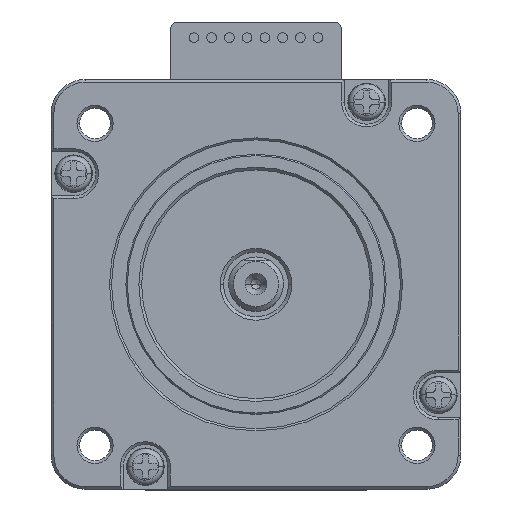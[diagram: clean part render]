
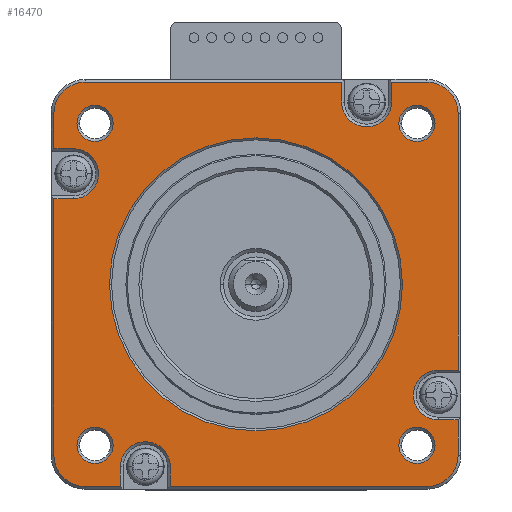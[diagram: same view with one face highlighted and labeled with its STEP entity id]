
A CAD part, top view. The second image highlights one B-rep face of the part: STEP entity #16470.
In plain terms, the highlighted planar face has unit normal (0, 0, 1).
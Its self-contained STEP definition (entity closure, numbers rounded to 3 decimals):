
#10560=CARTESIAN_POINT('',(26.7,-19.85,0.));
#10570=VERTEX_POINT('',#10560);
#10600=CARTESIAN_POINT('',(26.7,-16.2,0.));
#10610=DIRECTION('',(-0.,-0.,-1.));
#10620=DIRECTION('',(1.,0.,0.));
#10630=AXIS2_PLACEMENT_3D('',#10600,#10610,#10620);
#10640=CIRCLE('',#10630,3.65);
#10650=CARTESIAN_POINT('',(26.7,-12.55,0.));
#10660=VERTEX_POINT('',#10650);
#10670=EDGE_CURVE('',#10570,#10660,#10640,.T.);
#10880=CARTESIAN_POINT('',(29.6,-19.85,0.));
#10890=VERTEX_POINT('',#10880);
#10920=CARTESIAN_POINT('',(0.,-19.85,0.));
#10930=DIRECTION('',(1.,0.,-0.));
#10940=VECTOR('',#10930,1.);
#10950=LINE('',#10920,#10940);
#10960=EDGE_CURVE('',#10570,#10890,#10950,.T.);
#12840=CARTESIAN_POINT('',(29.6,-12.55,0.));
#12850=VERTEX_POINT('',#12840);
#12880=CARTESIAN_POINT('',(29.6,0.,0.));
#12890=DIRECTION('',(0.,1.,-0.));
#12900=VECTOR('',#12890,1.);
#12910=LINE('',#12880,#12900);
#12920=CARTESIAN_POINT('',(29.6,25.,
0.));
#12930=VERTEX_POINT('',#12920);
#12940=EDGE_CURVE('',#12850,#12930,#12910,.T.);
#13150=CARTESIAN_POINT('',(29.6,-25.,0.));
#13160=VERTEX_POINT('',#13150);
#13190=CARTESIAN_POINT('',(29.6,0.,0.));
#13200=DIRECTION('',(0.,1.,-0.));
#13210=VECTOR('',#13200,1.);
#13220=LINE('',#13190,#13210);
#13230=EDGE_CURVE('',#13160,#10890,#13220,.T.);
#13930=CARTESIAN_POINT('',(0.,-12.55,0.));
#13940=DIRECTION('',(-1.,0.,0.));
#13950=VECTOR('',#13940,1.);
#13960=LINE('',#13930,#13950);
#13970=EDGE_CURVE('',#12850,#10660,#13960,.T.);
#14030=CARTESIAN_POINT('',(-29.6,-29.6,0.));
#14040=DIRECTION('',(0.,0.,1.));
#14050=DIRECTION('',(1.,0.,-0.));
#14060=AXIS2_PLACEMENT_3D('',#14030,#14040,#14050);
#14070=PLANE('',#14060);
#14080=CARTESIAN_POINT('',(12.55,0.,0.));
#14090=DIRECTION('',(0.,-1.,-0.));
#14100=VECTOR('',#14090,1.);
#14110=LINE('',#14080,#14100);
#14120=CARTESIAN_POINT('',(12.55,29.6,0.));
#14130=VERTEX_POINT('',#14120);
#14140=CARTESIAN_POINT('',(12.55,26.7,0.));
#14150=VERTEX_POINT('',#14140);
#14160=EDGE_CURVE('',#14130,#14150,#14110,.T.);
#14170=ORIENTED_EDGE('',*,*,#14160,.F.);
#14180=CARTESIAN_POINT('',(16.2,26.7,0.));
#14190=DIRECTION('',(-0.,-0.,-1.));
#14200=DIRECTION('',(1.,0.,0.));
#14210=AXIS2_PLACEMENT_3D('',#14180,#14190,#14200);
#14220=CIRCLE('',#14210,3.65);
#14230=CARTESIAN_POINT('',(19.85,26.7,0.));
#14240=VERTEX_POINT('',#14230);
#14250=EDGE_CURVE('',#14240,#14150,#14220,.T.);
#14260=ORIENTED_EDGE('',*,*,#14250,.T.);
#14270=CARTESIAN_POINT('',(19.85,0.,-0.));
#14280=DIRECTION('',(0.,1.,-0.));
#14290=VECTOR('',#14280,1.);
#14300=LINE('',#14270,#14290);
#14310=CARTESIAN_POINT('',(19.85,29.6,0.));
#14320=VERTEX_POINT('',#14310);
#14330=EDGE_CURVE('',#14240,#14320,#14300,.T.);
#14340=ORIENTED_EDGE('',*,*,#14330,.F.);
#14350=CARTESIAN_POINT('',(0.,29.6,0.));
#14360=DIRECTION('',(-1.,-0.,-0.));
#14370=VECTOR('',#14360,1.);
#14380=LINE('',#14350,#14370);
#14390=CARTESIAN_POINT('',(25.,29.6,0.));
#14400=VERTEX_POINT('',#14390);
#14410=EDGE_CURVE('',#14400,#14320,#14380,.T.);
#14420=ORIENTED_EDGE('',*,*,#14410,.T.);
#14430=CARTESIAN_POINT('',(25.,25.,0.));
#14440=DIRECTION('',(-0.,-0.,1.));
#14450=DIRECTION('',(-1.,0.,-0.));
#14460=AXIS2_PLACEMENT_3D('',#14430,#14440,#14450);
#14470=CIRCLE('',#14460,4.6);
#14480=EDGE_CURVE('',#12930,#14400,#14470,.T.);
#14490=ORIENTED_EDGE('',*,*,#14480,.T.);
#14500=ORIENTED_EDGE('',*,*,#12940,.T.);
#14510=ORIENTED_EDGE('',*,*,#13970,.F.);
#14520=ORIENTED_EDGE('',*,*,#10670,.T.);
#14530=ORIENTED_EDGE('',*,*,#10960,.F.);
#14540=ORIENTED_EDGE('',*,*,#13230,.T.);
#14550=CARTESIAN_POINT('',(25.,-25.,0.));
#14560=DIRECTION('',(-0.,-0.,1.));
#14570=DIRECTION('',(-1.,0.,-0.));
#14580=AXIS2_PLACEMENT_3D('',#14550,#14560,#14570);
#14590=CIRCLE('',#14580,4.6);
#14600=CARTESIAN_POINT('',(25.,-29.6,0.));
#14610=VERTEX_POINT('',#14600);
#14620=EDGE_CURVE('',#14610,#13160,#14590,.T.);
#14630=ORIENTED_EDGE('',*,*,#14620,.T.);
#14640=CARTESIAN_POINT('',(0.,-29.6,0.));
#14650=DIRECTION('',(1.,-0.,-0.));
#14660=VECTOR('',#14650,1.);
#14670=LINE('',#14640,#14660);
#14680=CARTESIAN_POINT('',(-12.55,-29.6,0.));
#14690=VERTEX_POINT('',#14680);
#14700=EDGE_CURVE('',#14690,#14610,#14670,.T.);
#14710=ORIENTED_EDGE('',*,*,#14700,.T.);
#14720=CARTESIAN_POINT('',(-12.55,0.,0.));
#14730=DIRECTION('',(0.,1.,-0.));
#14740=VECTOR('',#14730,1.);
#14750=LINE('',#14720,#14740);
#14760=CARTESIAN_POINT('',(-12.55,-26.7,
0.));
#14770=VERTEX_POINT('',#14760);
#14780=EDGE_CURVE('',#14690,#14770,#14750,.T.);
#14790=ORIENTED_EDGE('',*,*,#14780,.F.);
#14800=CARTESIAN_POINT('',(-16.2,-26.7,0.));
#14810=DIRECTION('',(-0.,-0.,-1.));
#14820=DIRECTION('',(1.,0.,0.));
#14830=AXIS2_PLACEMENT_3D('',#14800,#14810,#14820);
#14840=CIRCLE('',#14830,3.65);
#14850=CARTESIAN_POINT('',(-19.85,-26.7,0.));
#14860=VERTEX_POINT('',#14850);
#14870=EDGE_CURVE('',#14860,#14770,#14840,.T.);
#14880=ORIENTED_EDGE('',*,*,#14870,.T.);
#14890=CARTESIAN_POINT('',(-19.85,0.,0.));
#14900=DIRECTION('',(0.,-1.,-0.));
#14910=VECTOR('',#14900,1.);
#14920=LINE('',#14890,#14910);
#14930=CARTESIAN_POINT('',(-19.85,-29.6,0.));
#14940=VERTEX_POINT('',#14930);
#14950=EDGE_CURVE('',#14860,#14940,#14920,.T.);
#14960=ORIENTED_EDGE('',*,*,#14950,.F.);
#14970=CARTESIAN_POINT('',(0.,-29.6,0.));
#14980=DIRECTION('',(1.,-0.,-0.));
#14990=VECTOR('',#14980,1.);
#15000=LINE('',#14970,#14990);
#15010=CARTESIAN_POINT('',(-25.,-29.6,0.));
#15020=VERTEX_POINT('',#15010);
#15030=EDGE_CURVE('',#15020,#14940,#15000,.T.);
#15040=ORIENTED_EDGE('',*,*,#15030,.T.);
#15050=CARTESIAN_POINT('',(-25.,-25.,0.));
#15060=DIRECTION('',(-0.,-0.,1.));
#15070=DIRECTION('',(-1.,0.,-0.));
#15080=AXIS2_PLACEMENT_3D('',#15050,#15060,#15070);
#15090=CIRCLE('',#15080,4.6);
#15100=CARTESIAN_POINT('',(-29.6,-25.,0.));
#15110=VERTEX_POINT('',#15100);
#15120=EDGE_CURVE('',#15110,#15020,#15090,.T.);
#15130=ORIENTED_EDGE('',*,*,#15120,.T.);
#15140=CARTESIAN_POINT('',(-29.6,0.,0.));
#15150=DIRECTION('',(0.,-1.,-0.));
#15160=VECTOR('',#15150,1.);
#15170=LINE('',#15140,#15160);
#15180=CARTESIAN_POINT('',(-29.6,12.55,0.));
#15190=VERTEX_POINT('',#15180);
#15200=EDGE_CURVE('',#15190,#15110,#15170,.T.);
#15210=ORIENTED_EDGE('',*,*,#15200,.T.);
#15220=CARTESIAN_POINT('',(0.,12.55,-0.));
#15230=DIRECTION('',(1.,-0.,-0.));
#15240=VECTOR('',#15230,1.);
#15250=LINE('',#15220,#15240);
#15260=CARTESIAN_POINT('',(-26.7,12.55,0.))
;
#15270=VERTEX_POINT('',#15260);
#15280=EDGE_CURVE('',#15190,#15270,#15250,.T.);
#15290=ORIENTED_EDGE('',*,*,#15280,.F.);
#15300=CARTESIAN_POINT('',(-26.7,16.2,0.));
#15310=DIRECTION('',(-0.,-0.,-1.));
#15320=DIRECTION('',(1.,0.,0.));
#15330=AXIS2_PLACEMENT_3D('',#15300,#15310,#15320);
#15340=CIRCLE('',#15330,3.65);
#15350=CARTESIAN_POINT('',(-26.7,19.85,0.));
#15360=VERTEX_POINT('',#15350);
#15370=EDGE_CURVE('',#15360,#15270,#15340,.T.);
#15380=ORIENTED_EDGE('',*,*,#15370,.T.);
#15390=CARTESIAN_POINT('',(0.,19.85,0.));
#15400=DIRECTION('',(-1.,-0.,-0.));
#15410=VECTOR('',#15400,1.);
#15420=LINE('',#15390,#15410);
#15430=CARTESIAN_POINT('',(-29.6,19.85,0.));
#15440=VERTEX_POINT('',#15430);
#15450=EDGE_CURVE('',#15360,#15440,#15420,.T.);
#15460=ORIENTED_EDGE('',*,*,#15450,.F.);
#15470=CARTESIAN_POINT('',(-29.6,0.,0.));
#15480=DIRECTION('',(0.,-1.,-0.));
#15490=VECTOR('',#15480,1.);
#15500=LINE('',#15470,#15490);
#15510=CARTESIAN_POINT('',(-29.6,25.,0.));
#15520=VERTEX_POINT('',#15510);
#15530=EDGE_CURVE('',#15520,#15440,#15500,.T.);
#15540=ORIENTED_EDGE('',*,*,#15530,.T.);
#15550=CARTESIAN_POINT('',(-25.,25.,0.));
#15560=DIRECTION('',(-0.,-0.,1.));
#15570=DIRECTION('',(-1.,0.,-0.));
#15580=AXIS2_PLACEMENT_3D('',#15550,#15560,#15570);
#15590=CIRCLE('',#15580,4.6);
#15600=CARTESIAN_POINT('',(-25.,29.6,0.));
#15610=VERTEX_POINT('',#15600);
#15620=EDGE_CURVE('',#15610,#15520,#15590,.T.);
#15630=ORIENTED_EDGE('',*,*,#15620,.T.);
#15640=CARTESIAN_POINT('',(0.,29.6,0.));
#15650=DIRECTION('',(-1.,-0.,-0.));
#15660=VECTOR('',#15650,1.);
#15670=LINE('',#15640,#15660);
#15680=EDGE_CURVE('',#14130,#15610,#15670,.T.);
#15690=ORIENTED_EDGE('',*,*,#15680,.T.);
#15700=EDGE_LOOP('',(#15690,#15630,#15540,#15460,#15380,#15290,#15210,
#15130,#15040,#14960,#14880,#14790,#14710,#14630,#14540,#14530,#14520,
#14510,#14500,#14490,#14420,#14340,#14260,#14170));
#15710=FACE_OUTER_BOUND('',#15700,.T.);
#15720=CARTESIAN_POINT('',(0.,0.,
0.));
#15730=DIRECTION('',(-0.,-0.,-1.));
#15740=DIRECTION('',(1.,0.,0.));
#15750=AXIS2_PLACEMENT_3D('',#15720,#15730,#15740);
#15760=CIRCLE('',#15750,21.45);
#15770=CARTESIAN_POINT('',(-21.45,0.,0.));
#15780=VERTEX_POINT('',#15770);
#15790=CARTESIAN_POINT('',(21.45,0.,
0.));
#15800=VERTEX_POINT('',#15790);
#15810=EDGE_CURVE('',#15780,#15800,#15760,.T.);
#15820=ORIENTED_EDGE('',*,*,#15810,.T.);
#15830=EDGE_CURVE('',#15800,#15780,#15760,.T.);
#15840=ORIENTED_EDGE('',*,*,#15830,.T.);
#15850=EDGE_LOOP('',(#15840,#15820));
#15860=FACE_BOUND('',#15850,.T.);
#15870=CARTESIAN_POINT('',(-23.57,-23.57,0.));
#15880=DIRECTION('',(-0.,-0.,-1.));
#15890=DIRECTION('',(1.,0.,0.));
#15900=AXIS2_PLACEMENT_3D('',#15870,#15880,#15890);
#15910=CIRCLE('',#15900,2.65);
#15920=CARTESIAN_POINT('',(-26.22,-23.57,0.));
#15930=VERTEX_POINT('',#15920);
#15940=CARTESIAN_POINT('',(-20.92,-23.57,0.));
#15950=VERTEX_POINT('',#15940);
#15960=EDGE_CURVE('',#15930,#15950,#15910,.T.);
#15970=ORIENTED_EDGE('',*,*,#15960,.T.);
#15980=EDGE_CURVE('',#15950,#15930,#15910,.T.);
#15990=ORIENTED_EDGE('',*,*,#15980,.T.);
#16000=EDGE_LOOP('',(#15990,#15970));
#16010=FACE_BOUND('',#16000,.T.);
#16020=CARTESIAN_POINT('',(23.57,-23.57,0.));
#16030=DIRECTION('',(-0.,-0.,-1.));
#16040=DIRECTION('',(1.,0.,0.));
#16050=AXIS2_PLACEMENT_3D('',#16020,#16030,#16040);
#16060=CIRCLE('',#16050,2.65);
#16070=CARTESIAN_POINT('',(26.22,-23.57,0.));
#16080=VERTEX_POINT('',#16070);
#16090=CARTESIAN_POINT('',(20.92,-23.57,0.));
#16100=VERTEX_POINT('',#16090);
#16110=EDGE_CURVE('',#16080,#16100,#16060,.T.);
#16120=ORIENTED_EDGE('',*,*,#16110,.T.);
#16130=EDGE_CURVE('',#16100,#16080,#16060,.T.);
#16140=ORIENTED_EDGE('',*,*,#16130,.T.);
#16150=EDGE_LOOP('',(#16140,#16120));
#16160=FACE_BOUND('',#16150,.T.);
#16170=CARTESIAN_POINT('',(23.57,23.57,0.));
#16180=DIRECTION('',(-0.,-0.,-1.));
#16190=DIRECTION('',(1.,0.,0.));
#16200=AXIS2_PLACEMENT_3D('',#16170,#16180,#16190);
#16210=CIRCLE('',#16200,2.65);
#16220=CARTESIAN_POINT('',(20.92,23.57,0.));
#16230=VERTEX_POINT('',#16220);
#16240=CARTESIAN_POINT('',(26.22,23.57,0.));
#16250=VERTEX_POINT('',#16240);
#16260=EDGE_CURVE('',#16230,#16250,#16210,.T.);
#16270=ORIENTED_EDGE('',*,*,#16260,.T.);
#16280=EDGE_CURVE('',#16250,#16230,#16210,.T.);
#16290=ORIENTED_EDGE('',*,*,#16280,.T.);
#16300=EDGE_LOOP('',(#16290,#16270));
#16310=FACE_BOUND('',#16300,.T.);
#16320=CARTESIAN_POINT('',(-23.57,23.57,0.));
#16330=DIRECTION('',(-0.,-0.,-1.));
#16340=DIRECTION('',(1.,0.,0.));
#16350=AXIS2_PLACEMENT_3D('',#16320,#16330,#16340);
#16360=CIRCLE('',#16350,2.65);
#16370=CARTESIAN_POINT('',(-26.22,23.57,0.));
#16380=VERTEX_POINT('',#16370);
#16390=CARTESIAN_POINT('',(-20.92,23.57,0.));
#16400=VERTEX_POINT('',#16390);
#16410=EDGE_CURVE('',#16380,#16400,#16360,.T.);
#16420=ORIENTED_EDGE('',*,*,#16410,.T.);
#16430=EDGE_CURVE('',#16400,#16380,#16360,.T.);
#16440=ORIENTED_EDGE('',*,*,#16430,.T.);
#16450=EDGE_LOOP('',(#16440,#16420));
#16460=FACE_BOUND('',#16450,.T.);
#16470=ADVANCED_FACE('',(#15710,#15860,#16010,#16160,#16310,#16460),
#14070,.T.);
